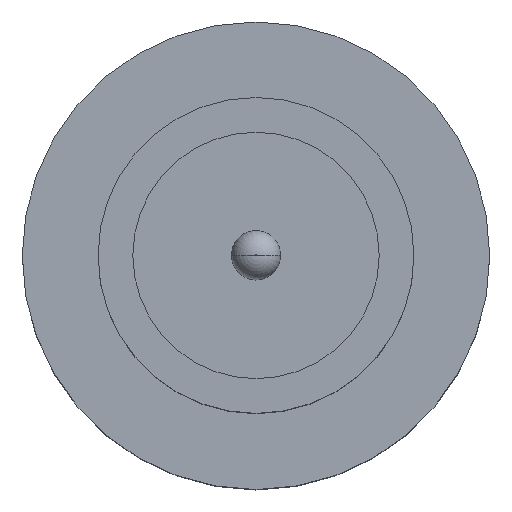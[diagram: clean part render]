
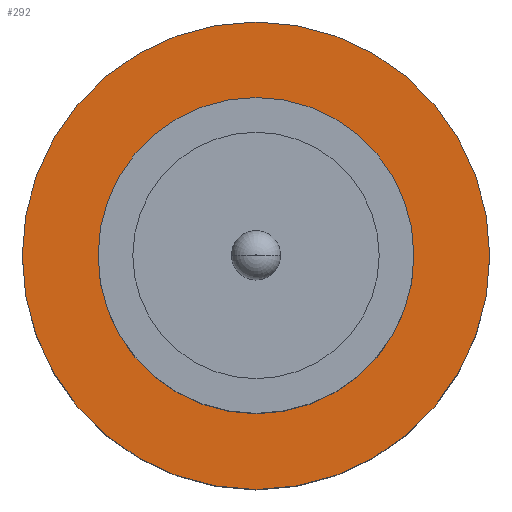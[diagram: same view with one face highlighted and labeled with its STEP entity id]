
A CAD part, top view. The second image highlights one B-rep face of the part: STEP entity #292.
In plain terms, the highlighted planar face has unit normal (0, 0, 1).
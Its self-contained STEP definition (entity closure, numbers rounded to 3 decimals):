
#13 = CIRCLE ( 'NONE', #607, 1.85 ) ;
#19 = DIRECTION ( 'NONE',  ( 1., 0., 0. ) ) ;
#24 = ORIENTED_EDGE ( 'NONE', *, *, #419, .F. ) ;
#36 = VERTEX_POINT ( 'NONE', #432 ) ;
#73 = FACE_BOUND ( 'NONE', #776, .T. ) ;
#95 = CARTESIAN_POINT ( 'NONE',  ( 1.25, 0., 1.55 ) ) ;
#129 = ORIENTED_EDGE ( 'NONE', *, *, #702, .T. ) ;
#141 = DIRECTION ( 'NONE',  ( 1., 0., 0. ) ) ;
#188 = CARTESIAN_POINT ( 'NONE',  ( 0., 0., 1.55 ) ) ;
#202 = VERTEX_POINT ( 'NONE', #762 ) ;
#206 = CARTESIAN_POINT ( 'NONE',  ( 0., 0., 1.55 ) ) ;
#207 = CARTESIAN_POINT ( 'NONE',  ( 0., 0., 1.55 ) ) ;
#241 = CIRCLE ( 'NONE', #595, 1.25 ) ;
#292 = ADVANCED_FACE ( 'NONE', ( #73, #558 ), #759, .T. ) ;
#301 = DIRECTION ( 'NONE',  ( 1., 0., 0. ) ) ;
#306 = AXIS2_PLACEMENT_3D ( 'NONE', #672, #738, #301 ) ;
#307 = DIRECTION ( 'NONE',  ( 1., 0., 0. ) ) ;
#404 = DIRECTION ( 'NONE',  ( 0., 0., 1. ) ) ;
#419 = EDGE_CURVE ( 'NONE', #36, #435, #241, .T. ) ;
#429 = AXIS2_PLACEMENT_3D ( 'NONE', #457, #700, #141 ) ;
#432 = CARTESIAN_POINT ( 'NONE',  ( -1.25, 0., 1.55 ) ) ;
#435 = VERTEX_POINT ( 'NONE', #95 ) ;
#457 = CARTESIAN_POINT ( 'NONE',  ( 0., 0., 1.55 ) ) ;
#511 = VERTEX_POINT ( 'NONE', #653 ) ;
#525 = AXIS2_PLACEMENT_3D ( 'NONE', #188, #565, #307 ) ;
#534 = ORIENTED_EDGE ( 'NONE', *, *, #659, .F. ) ;
#543 = EDGE_LOOP ( 'NONE', ( #559, #129 ) ) ;
#548 = CIRCLE ( 'NONE', #306, 1.25 ) ;
#558 = FACE_OUTER_BOUND ( 'NONE', #543, .T. ) ;
#559 = ORIENTED_EDGE ( 'NONE', *, *, #730, .T. ) ;
#565 = DIRECTION ( 'NONE',  ( 0., 0., 1. ) ) ;
#595 = AXIS2_PLACEMENT_3D ( 'NONE', #207, #404, #727 ) ;
#607 = AXIS2_PLACEMENT_3D ( 'NONE', #206, #699, #19 ) ;
#653 = CARTESIAN_POINT ( 'NONE',  ( -1.85, 0., 1.55 ) ) ;
#659 = EDGE_CURVE ( 'NONE', #435, #36, #548, .T. ) ;
#672 = CARTESIAN_POINT ( 'NONE',  ( 0., 0., 1.55 ) ) ;
#699 = DIRECTION ( 'NONE',  ( 0., 0., 1. ) ) ;
#700 = DIRECTION ( 'NONE',  ( 0., 0., 1. ) ) ;
#702 = EDGE_CURVE ( 'NONE', #202, #511, #765, .T. ) ;
#727 = DIRECTION ( 'NONE',  ( 1., 0., 0. ) ) ;
#730 = EDGE_CURVE ( 'NONE', #511, #202, #13, .T. ) ;
#738 = DIRECTION ( 'NONE',  ( 0., 0., 1. ) ) ;
#759 = PLANE ( 'NONE',  #429 ) ;
#762 = CARTESIAN_POINT ( 'NONE',  ( 1.85, 0., 1.55 ) ) ;
#765 = CIRCLE ( 'NONE', #525, 1.85 ) ;
#776 = EDGE_LOOP ( 'NONE', ( #534, #24 ) ) ;
